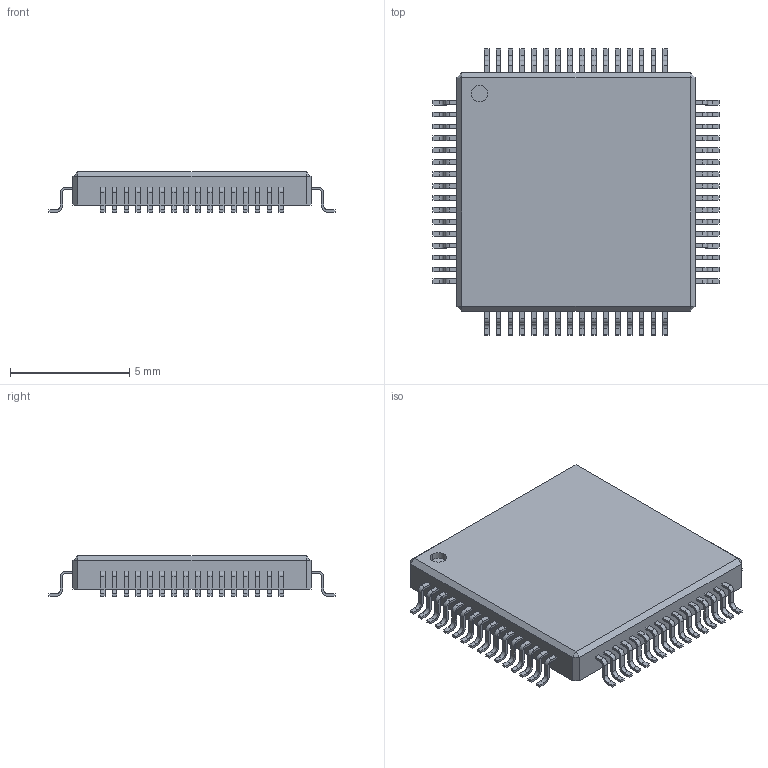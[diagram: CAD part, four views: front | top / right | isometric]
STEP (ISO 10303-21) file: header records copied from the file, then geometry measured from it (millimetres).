
FILE_DESCRIPTION(('FreeCAD Model'),'2;1');
FILE_NAME('User Library-LQFP-64.step','2017-10-19T02:26:15',('kicad StepUp'),('ksu MCAD' ),'Open CASCADE STEP processor 6.8','FreeCAD','Unknown');
FILE_SCHEMA(('AUTOMOTIVE_DESIGN_CC2 { 1 2 10303 214 -1 1 5 4 }'));
Length unit declared in the file: millimetre
Products named in the file (2): ASSEMBLY; User_Library-LQFP-64
Assembly tree (1 placements, depth 2):
  ASSEMBLY
    User_Library-LQFP-64
Bounding box: 12 x 12 x 1.71 mm (x, y, z)
Volume: 141.3 mm3; surface area: 319.3 mm2
Topology: 1 solids, 1 shells, 853 faces, 2346 edges, 1560 vertices
Faces by surface type: plane 595, cylinder 258
Entity records: 33022 total; most frequent: CARTESIAN_POINT 4761, ORIENTED_EDGE 4692, DIRECTION 4572, EDGE_CURVE 2346, LINE 1830, VECTOR 1830, VERTEX_POINT 1560, AXIS2_PLACEMENT_3D 1371
